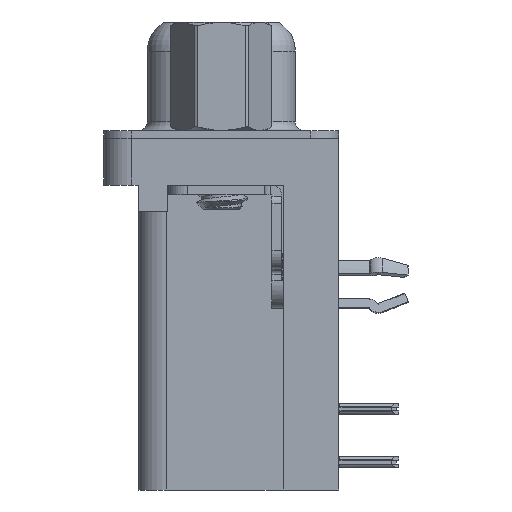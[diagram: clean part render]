
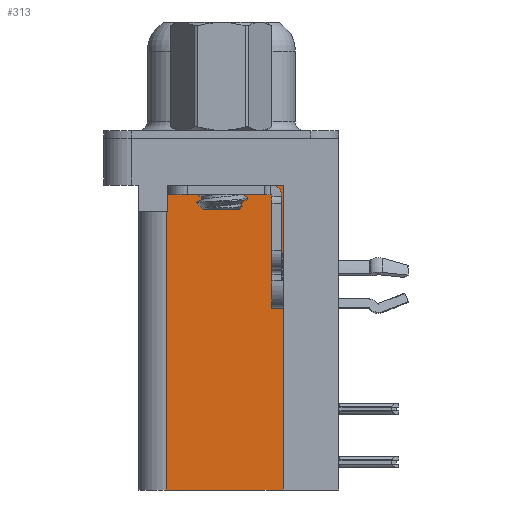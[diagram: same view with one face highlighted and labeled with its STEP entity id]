
A CAD part, left-side view. The second image highlights one B-rep face of the part: STEP entity #313.
In plain terms, the highlighted planar face has unit normal (-1, 0, 0).
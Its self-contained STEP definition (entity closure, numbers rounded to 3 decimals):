
#275 = DIRECTION ( 'NONE',  ( 0., 1., 0. ) ) ;
#313 = ADVANCED_FACE ( 'NONE', ( #7622 ), #25154, .F. ) ;
#1311 = LINE ( 'NONE', #4385, #1534 ) ;
#1534 = VECTOR ( 'NONE', #26014, 1000. ) ;
#3124 = DIRECTION ( 'NONE',  ( 0., 1., 0. ) ) ;
#3245 = CARTESIAN_POINT ( 'NONE',  ( 3.79, 2.925, -18.76 ) ) ;
#3509 = VERTEX_POINT ( 'NONE', #32429 ) ;
#4385 = CARTESIAN_POINT ( 'NONE',  ( 3.79, -3.295, -18.76 ) ) ;
#6369 = ORIENTED_EDGE ( 'NONE', *, *, #17301, .F. ) ;
#7395 = EDGE_CURVE ( 'NONE', #29132, #36462, #1311, .T. ) ;
#7622 = FACE_OUTER_BOUND ( 'NONE', #32336, .T. ) ;
#8326 = VECTOR ( 'NONE', #32394, 1000. ) ;
#8692 = ORIENTED_EDGE ( 'NONE', *, *, #9495, .F. ) ;
#9495 = EDGE_CURVE ( 'NONE', #29132, #31523, #27691, .T. ) ;
#10224 = CARTESIAN_POINT ( 'NONE',  ( 3.79, 2.895, -3.9 ) ) ;
#11055 = CARTESIAN_POINT ( 'NONE',  ( 3.79, 0., -3.9 ) ) ;
#11775 = CARTESIAN_POINT ( 'NONE',  ( 3.79, 2.925, -18.76 ) ) ;
#13217 = AXIS2_PLACEMENT_3D ( 'NONE', #25864, #39078, #39151 ) ;
#14950 = DIRECTION ( 'NONE',  ( 0., 0., 1. ) ) ;
#15094 = ORIENTED_EDGE ( 'NONE', *, *, #27145, .T. ) ;
#16280 = VECTOR ( 'NONE', #3124, 1000. ) ;
#16461 = ORIENTED_EDGE ( 'NONE', *, *, #7395, .T. ) ;
#16469 = LINE ( 'NONE', #24670, #16280 ) ;
#17301 = EDGE_CURVE ( 'NONE', #31523, #3509, #25241, .T. ) ;
#20502 = CARTESIAN_POINT ( 'NONE',  ( 3.79, -3.295, -18.76 ) ) ;
#21026 = ORIENTED_EDGE ( 'NONE', *, *, #25478, .T. ) ;
#23599 = LINE ( 'NONE', #31119, #23756 ) ;
#23756 = VECTOR ( 'NONE', #27756, 1000. ) ;
#24670 = CARTESIAN_POINT ( 'NONE',  ( 3.79, -3.295, -2.5 ) ) ;
#25024 = CARTESIAN_POINT ( 'NONE',  ( 3.79, -3.295, -2.5 ) ) ;
#25078 = VECTOR ( 'NONE', #14950, 1000. ) ;
#25154 = PLANE ( 'NONE',  #13217 ) ;
#25241 = LINE ( 'NONE', #11775, #25078 ) ;
#25335 = VERTEX_POINT ( 'NONE', #33491 ) ;
#25478 = EDGE_CURVE ( 'NONE', #36462, #25335, #16469, .T. ) ;
#25864 = CARTESIAN_POINT ( 'NONE',  ( 3.79, -3.295, -18.76 ) ) ;
#26014 = DIRECTION ( 'NONE',  ( 0., 0., 1. ) ) ;
#27145 = EDGE_CURVE ( 'NONE', #31713, #3509, #35503, .T. ) ;
#27691 = LINE ( 'NONE', #37144, #27742 ) ;
#27742 = VECTOR ( 'NONE', #275, 1000. ) ;
#27756 = DIRECTION ( 'NONE',  ( 0., 0., -1. ) ) ;
#29132 = VERTEX_POINT ( 'NONE', #20502 ) ;
#31119 = CARTESIAN_POINT ( 'NONE',  ( 3.79, 2.895, -3.9 ) ) ;
#31523 = VERTEX_POINT ( 'NONE', #3245 ) ;
#31713 = VERTEX_POINT ( 'NONE', #10224 ) ;
#32336 = EDGE_LOOP ( 'NONE', ( #21026, #32520, #15094, #6369, #8692, #16461 ) ) ;
#32394 = DIRECTION ( 'NONE',  ( 0., 1., 0. ) ) ;
#32429 = CARTESIAN_POINT ( 'NONE',  ( 3.79, 2.925, -3.9 ) ) ;
#32520 = ORIENTED_EDGE ( 'NONE', *, *, #36015, .T. ) ;
#33491 = CARTESIAN_POINT ( 'NONE',  ( 3.79, 2.895, -2.5 ) ) ;
#35503 = LINE ( 'NONE', #11055, #8326 ) ;
#36015 = EDGE_CURVE ( 'NONE', #25335, #31713, #23599, .T. ) ;
#36462 = VERTEX_POINT ( 'NONE', #25024 ) ;
#37144 = CARTESIAN_POINT ( 'NONE',  ( 3.79, -3.295, -18.76 ) ) ;
#39078 = DIRECTION ( 'NONE',  ( 1., 0., 0. ) ) ;
#39151 = DIRECTION ( 'NONE',  ( 0., 1., 0. ) ) ;
